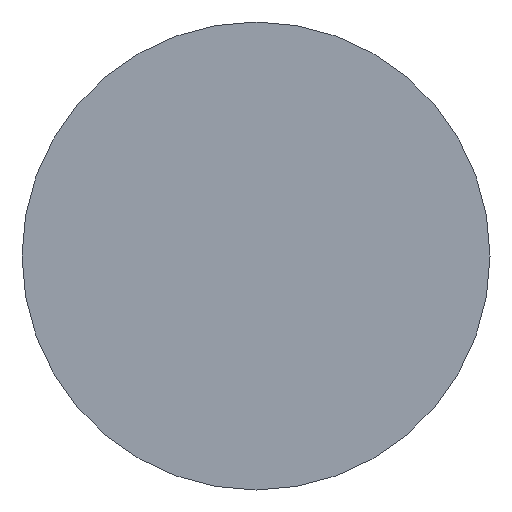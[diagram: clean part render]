
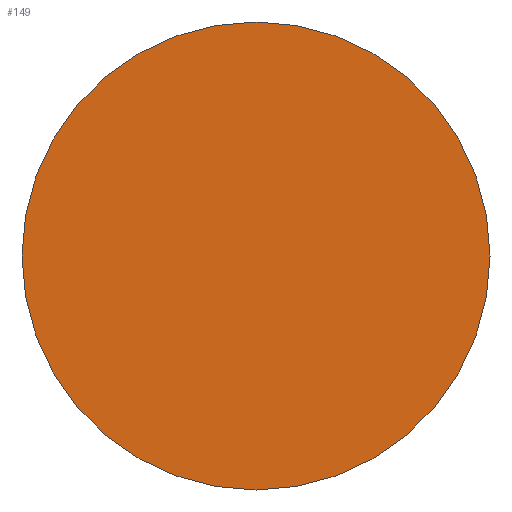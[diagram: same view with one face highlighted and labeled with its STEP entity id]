
A CAD part, front view. The second image highlights one B-rep face of the part: STEP entity #149.
In plain terms, the highlighted planar face has unit normal (0, -1, 0).
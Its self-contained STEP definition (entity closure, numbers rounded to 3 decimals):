
#126=CARTESIAN_POINT('Axis2P3D Location',(0.,0.,0.)) ;
#131=CARTESIAN_POINT('Axis2P3D Location',(0.,0.,0.)) ;
#135=CARTESIAN_POINT('Vertex',(12.5,0.,0.)) ;
#137=CARTESIAN_POINT('Vertex',(-12.5,0.,0.)) ;
#140=CARTESIAN_POINT('Axis2P3D Location',(0.,0.,0.)) ;
#127=DIRECTION('Axis2P3D Direction',(0.,1.,0.)) ;
#128=DIRECTION('Axis2P3D XDirection',(-1.,0.,0.)) ;
#132=DIRECTION('Axis2P3D Direction',(0.,1.,0.)) ;
#141=DIRECTION('Axis2P3D Direction',(0.,1.,0.)) ;
#129=AXIS2_PLACEMENT_3D('Plane Axis2P3D',#126,#127,#128) ;
#133=AXIS2_PLACEMENT_3D('Circle Axis2P3D',#131,#132,$) ;
#142=AXIS2_PLACEMENT_3D('Circle Axis2P3D',#140,#141,$) ;
#134=CIRCLE('generated circle',#133,12.5) ;
#143=CIRCLE('generated circle',#142,12.5) ;
#130=PLANE('',#129) ;
#139=EDGE_CURVE('',#136,#138,#134,.T.) ;
#144=EDGE_CURVE('',#138,#136,#143,.T.) ;
#146=ORIENTED_EDGE('',*,*,#139,.F.) ;
#147=ORIENTED_EDGE('',*,*,#144,.F.) ;
#145=EDGE_LOOP('',(#146,#147)) ;
#136=VERTEX_POINT('',#135) ;
#138=VERTEX_POINT('',#137) ;
#149=ADVANCED_FACE('Corps principal',(#148),#130,.F.) ;
#148=FACE_OUTER_BOUND('',#145,.T.) ;
